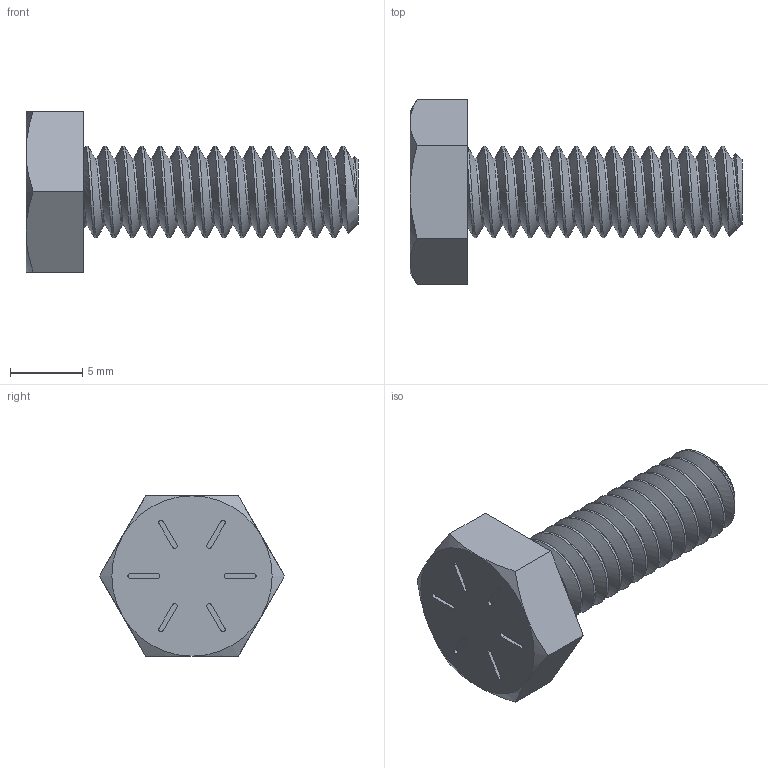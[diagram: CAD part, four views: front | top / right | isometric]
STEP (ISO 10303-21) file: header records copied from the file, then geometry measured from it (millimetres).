
FILE_DESCRIPTION (( 'STEP AP203' ), '1' );
FILE_NAME ('91268A502_High-Strength Grade 8 Steel Hex Head Screw.STEP', '2021-07-07T11:37:16', ( 'Administrator' ), ( 'Managed by Terraform' ), 'SwSTEP 2.0', 'SolidWorks 2017', '' );
FILE_SCHEMA (( 'CONFIG_CONTROL_DESIGN' ));
Length unit declared in the file: inch
Products named in the file (1): 91268A502_High-Strength Grade 8 Steel Hex Head Screw
Bounding box: 23.02 x 12.83 x 11.11 mm (x, y, z)
Volume: 881.9 mm3; surface area: 936 mm2
Topology: 1 solids, 1 shells, 84 faces, 218 edges, 143 vertices
Faces by surface type: cylinder 46, plane 27, cone 8, bspline 3
Entity records: 5065 total; most frequent: CARTESIAN_POINT 3119, ORIENTED_EDGE 436, DIRECTION 343, EDGE_CURVE 218, VERTEX_POINT 143, AXIS2_PLACEMENT_3D 124, VECTOR 95, LINE 95
